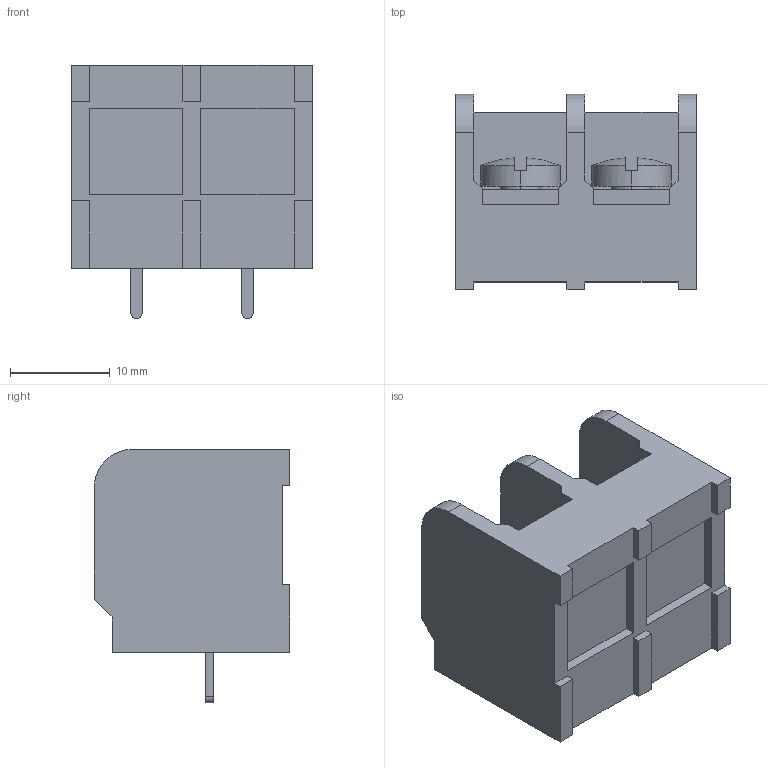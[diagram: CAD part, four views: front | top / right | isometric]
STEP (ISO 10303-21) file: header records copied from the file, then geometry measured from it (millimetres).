
FILE_DESCRIPTION((''),'2;1');
FILE_NAME('C-2-1437657-2','2010-06-14T',('workeradm'),('Tyco Electronics Ltd.'),'PRO/ENGINEER BY PARAMETRIC TECHNOLOGY CORPORATION, 2009300','PRO/ENGINEER BY PARAMETRIC TECHNOLOGY CORPORATION, 2009300','');
FILE_SCHEMA(('AUTOMOTIVE_DESIGN { 1 0 10303 214 1 1 1 1 }'));
Length unit declared in the file: millimetre
Products named in the file (1): C-2-1437657-2
Bounding box: 24.08 x 19.56 x 25.34 mm (x, y, z)
Volume: 5905.6 mm3; surface area: 4050.2 mm2
Topology: 1 solids, 1 shells, 244 faces, 677 edges, 450 vertices
Faces by surface type: plane 201, cylinder 39, sphere 4
Entity records: 7984 total; most frequent: CARTESIAN_POINT 1373, ORIENTED_EDGE 1354, DIRECTION 1255, EDGE_CURVE 677, VECTOR 587, LINE 587, VERTEX_POINT 450, AXIS2_PLACEMENT_3D 334
